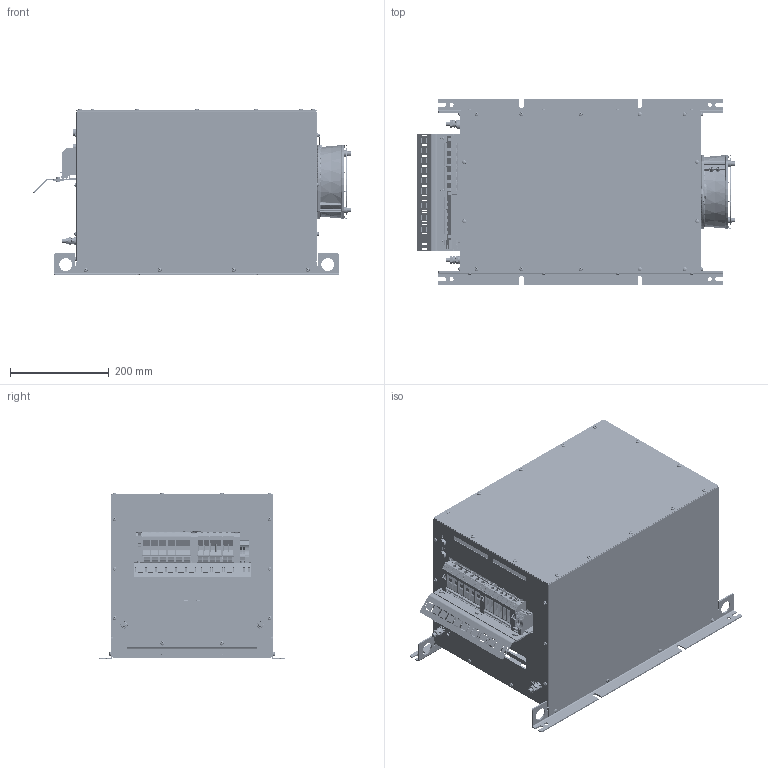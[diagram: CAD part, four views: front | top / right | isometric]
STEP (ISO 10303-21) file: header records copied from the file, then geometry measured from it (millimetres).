
FILE_DESCRIPTION(/* description */ (''),/* implementation_level */ '2;1');
FILE_NAME(/* name */ 'X4 IP20 ef1.stp',/* time_stamp */ '2014-08-20T14:11:58+02:00',/* author */ ('MK'),/* organization */ (''),/* preprocessor_version */ 'ST-DEVELOPER v15.6',/* originating_system */ 'Autodesk Inventor 2015',/* authorisation */ '');
FILE_SCHEMA (('AUTOMOTIVE_DESIGN { 1 0 10303 214 3 1 1 }'));
Products named in the file (32): 10100257 Bodenblech X4; 10100395 Seitenwand RHF-BG X4-A; 10100394 Lüfterblech RHF-BG X4-A; 10100393 Deckel RHF-BG X4-A; 10100389 Anschlussblech RHF-BG X4-A; Klemmenblech X4; Zugentlastung X4; DIN 912 - M4 x 0,7 x 6 x 4,25; Hutschiene 35x7x238mm; WDU_35____1020500000; WAP_16+35_WTW_2.5-10_BL_STP 1050100000_09288; WEW_35_1_1059000000 ; WDU_16_1020400000; WDU_2_5_1020000000; WEW_35_2_1061200000; 10900009 Schutzgitter LZ 24; ISO 4762 - M5 x 50DIN EN ISO; DIN 7985 (Z) - M4x5-Z; 11100001 Sicherungshalter 6_3x32; 11100001-1 Mutter M12; 11100001-2 Kappe; DIN 6797 - A 8,4; DIN 933 - M8  x 30; DIN 125 - A 8,4; DIN 128 - A8; DIN 934 - M8 x 1,25; DIN 913 - M5 x 25; DIN 125 - A 5,3; DIN 128 - A5; 10900031 Lüfter W2S130BM0301; X4 IP20 ef1
Bounding box: 643.77 x 378 x 338.19 mm (x, y, z)
Volume: 1891559.4 mm3; surface area: 2294511.4 mm2
Topology: 116 solids, 170 shells, 8827 faces, 25173 edges, 16791 vertices
Faces by surface type: plane 5326, cylinder 2658, torus 402, cone 232, bspline 160, sphere 49
Full cylindrical faces by diameter (mm): 1 x2, 1.396 x8, 1.5 x1, 1.9 x2, 2.5 x4, 3.242 x45, 3.65 x40, 3.95 x3, 4 x48, 4.25 x12, 5 x44, 5.3 x2, 5.4 x2, 5.6 x1, 6 x5, 6.647 x4, 6.8 x19, 7 x9, 7.323 x2, 8 x12, 8.25 x12, 8.4 x10, 8.5 x7, 9.2 x2, 9.4 x3, 9.5 x2, 10 x2, 10.5 x1, 10.917 x2, 11.4 x4
Entity records: 139641 total; most frequent: CARTESIAN_POINT 41841, DIRECTION 19769, ORIENTED_EDGE 19251, EDGE_CURVE 10301, VERTEX_POINT 7108, AXIS2_PLACEMENT_3D 6838, LINE 6093, VECTOR 6093
